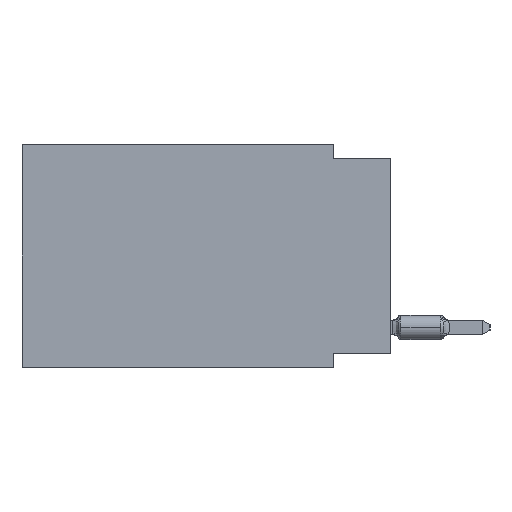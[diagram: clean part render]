
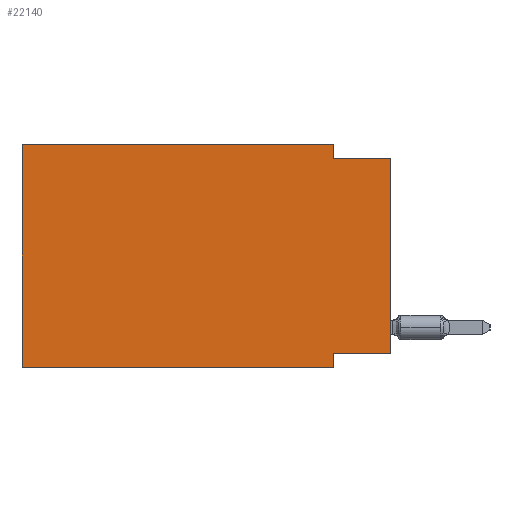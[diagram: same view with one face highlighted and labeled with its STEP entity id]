
A CAD part, left-side view. The second image highlights one B-rep face of the part: STEP entity #22140.
In plain terms, the highlighted planar face has unit normal (-1, 0, 0).
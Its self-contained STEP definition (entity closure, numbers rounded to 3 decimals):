
#492 = VERTEX_POINT ( 'NONE', #48322 ) ;
#1290 = EDGE_CURVE ( 'NONE', #58156, #492, #61503, .T. ) ;
#2280 = CARTESIAN_POINT ( 'NONE',  ( 0., 0., -9.271 ) ) ;
#5510 = DIRECTION ( 'NONE',  ( 0., -1., 0. ) ) ;
#5751 = CARTESIAN_POINT ( 'NONE',  ( 0., 2.54, -9.906 ) ) ;
#6672 = DIRECTION ( 'NONE',  ( 0., 0., -1. ) ) ;
#11830 = VECTOR ( 'NONE', #62337, 1000. ) ;
#12632 = DIRECTION ( 'NONE',  ( 0., 0., 1. ) ) ;
#13323 = ORIENTED_EDGE ( 'NONE', *, *, #78192, .F. ) ;
#13580 = PLANE ( 'NONE',  #69674 ) ;
#15609 = ORIENTED_EDGE ( 'NONE', *, *, #1290, .T. ) ;
#16067 = VECTOR ( 'NONE', #77118, 1000. ) ;
#16090 = VECTOR ( 'NONE', #34252, 1000. ) ;
#19542 = LINE ( 'NONE', #71787, #19562 ) ;
#19562 = VECTOR ( 'NONE', #12632, 1000. ) ;
#20480 = FACE_OUTER_BOUND ( 'NONE', #43197, .T. ) ;
#20781 = VERTEX_POINT ( 'NONE', #64089 ) ;
#21222 = VERTEX_POINT ( 'NONE', #36366 ) ;
#22140 = ADVANCED_FACE ( 'NONE', ( #20480 ), #13580, .F. ) ;
#24527 = LINE ( 'NONE', #71159, #62258 ) ;
#27782 = LINE ( 'NONE', #2280, #48245 ) ;
#28671 = CARTESIAN_POINT ( 'NONE',  ( 0., 0., 0. ) ) ;
#29435 = VERTEX_POINT ( 'NONE', #46540 ) ;
#29730 = LINE ( 'NONE', #83264, #58561 ) ;
#31268 = ORIENTED_EDGE ( 'NONE', *, *, #58296, .F. ) ;
#33348 = VERTEX_POINT ( 'NONE', #5751 ) ;
#33683 = LINE ( 'NONE', #47064, #80805 ) ;
#34252 = DIRECTION ( 'NONE',  ( 0., -1., 0. ) ) ;
#34726 = EDGE_CURVE ( 'NONE', #83088, #29435, #39474, .T. ) ;
#34963 = CARTESIAN_POINT ( 'NONE',  ( 0., 0., -9.271 ) ) ;
#36366 = CARTESIAN_POINT ( 'NONE',  ( 0., 2.54, -9.271 ) ) ;
#37926 = DIRECTION ( 'NONE',  ( 0., 0., -1. ) ) ;
#39474 = LINE ( 'NONE', #45947, #16090 ) ;
#41853 = DIRECTION ( 'NONE',  ( 0., -1., 0. ) ) ;
#42735 = ORIENTED_EDGE ( 'NONE', *, *, #71320, .T. ) ;
#43197 = EDGE_LOOP ( 'NONE', ( #15609, #13323, #70889, #46597, #82356, #42735, #70233, #31268 ) ) ;
#45947 = CARTESIAN_POINT ( 'NONE',  ( 0., 16.383, 0. ) ) ;
#45965 = VERTEX_POINT ( 'NONE', #54825 ) ;
#46540 = CARTESIAN_POINT ( 'NONE',  ( 0., 2.54, 0. ) ) ;
#46597 = ORIENTED_EDGE ( 'NONE', *, *, #34726, .F. ) ;
#47064 = CARTESIAN_POINT ( 'NONE',  ( 0., 16.383, -9.906 ) ) ;
#47073 = CARTESIAN_POINT ( 'NONE',  ( 0., 16.383, 0. ) ) ;
#47222 = DIRECTION ( 'NONE',  ( 1., 0., 0. ) ) ;
#47759 = EDGE_CURVE ( 'NONE', #21222, #33348, #29730, .T. ) ;
#48245 = VECTOR ( 'NONE', #79200, 1000. ) ;
#48322 = CARTESIAN_POINT ( 'NONE',  ( 0., 0., -0.635 ) ) ;
#54825 = CARTESIAN_POINT ( 'NONE',  ( 0., 16.383, -9.906 ) ) ;
#58156 = VERTEX_POINT ( 'NONE', #34963 ) ;
#58296 = EDGE_CURVE ( 'NONE', #58156, #21222, #27782, .T. ) ;
#58561 = VECTOR ( 'NONE', #37926, 1000. ) ;
#61503 = LINE ( 'NONE', #28671, #11830 ) ;
#62258 = VECTOR ( 'NONE', #5510, 1000. ) ;
#62337 = DIRECTION ( 'NONE',  ( 0., 0., 1. ) ) ;
#63737 = LINE ( 'NONE', #85205, #16067 ) ;
#64089 = CARTESIAN_POINT ( 'NONE',  ( 0., 2.54, -0.635 ) ) ;
#65033 = EDGE_CURVE ( 'NONE', #45965, #83088, #19542, .T. ) ;
#67091 = CARTESIAN_POINT ( 'NONE',  ( 0., 16.383, 0. ) ) ;
#69674 = AXIS2_PLACEMENT_3D ( 'NONE', #67091, #47222, #6672 ) ;
#70233 = ORIENTED_EDGE ( 'NONE', *, *, #47759, .F. ) ;
#70889 = ORIENTED_EDGE ( 'NONE', *, *, #72053, .F. ) ;
#71159 = CARTESIAN_POINT ( 'NONE',  ( 0., 0., -0.635 ) ) ;
#71320 = EDGE_CURVE ( 'NONE', #45965, #33348, #33683, .T. ) ;
#71787 = CARTESIAN_POINT ( 'NONE',  ( 0., 16.383, 0. ) ) ;
#72053 = EDGE_CURVE ( 'NONE', #29435, #20781, #63737, .T. ) ;
#77118 = DIRECTION ( 'NONE',  ( 0., 0., -1. ) ) ;
#78192 = EDGE_CURVE ( 'NONE', #20781, #492, #24527, .T. ) ;
#79200 = DIRECTION ( 'NONE',  ( 0., 1., 0. ) ) ;
#80805 = VECTOR ( 'NONE', #41853, 1000. ) ;
#82356 = ORIENTED_EDGE ( 'NONE', *, *, #65033, .F. ) ;
#83088 = VERTEX_POINT ( 'NONE', #47073 ) ;
#83264 = CARTESIAN_POINT ( 'NONE',  ( 0., 2.54, -9.906 ) ) ;
#85205 = CARTESIAN_POINT ( 'NONE',  ( 0., 2.54, 0. ) ) ;
